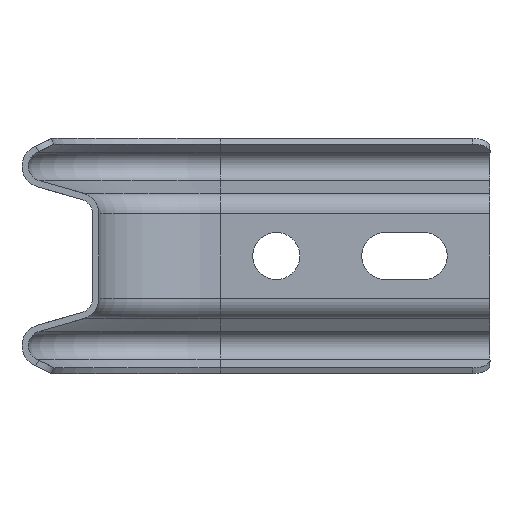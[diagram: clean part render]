
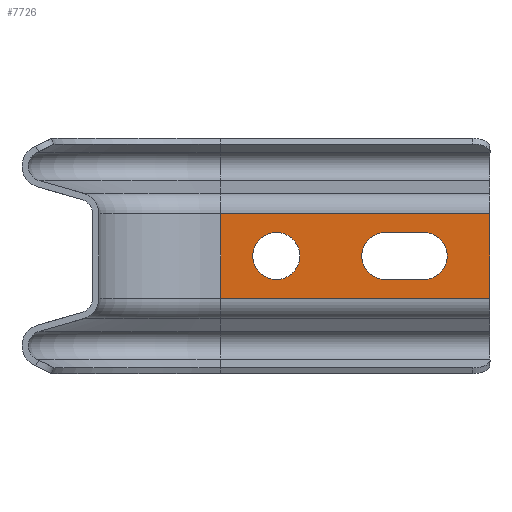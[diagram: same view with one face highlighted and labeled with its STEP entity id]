
A CAD part, left-side view. The second image highlights one B-rep face of the part: STEP entity #7726.
In plain terms, the highlighted planar face has unit normal (-1, 0, 0).
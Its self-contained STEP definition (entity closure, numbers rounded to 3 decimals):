
#108 = DIRECTION ( 'NONE',  ( -1., 0., 0. ) ) ;
#152 = ORIENTED_EDGE ( 'NONE', *, *, #2256, .F. ) ;
#220 = ORIENTED_EDGE ( 'NONE', *, *, #717, .F. ) ;
#227 = FACE_BOUND ( 'NONE', #3668, .T. ) ;
#251 = CARTESIAN_POINT ( 'NONE',  ( 426.5, -68.5, 5.5 ) ) ;
#256 = CARTESIAN_POINT ( 'NONE',  ( 426.5, -93., -9.862 ) ) ;
#271 = FACE_OUTER_BOUND ( 'NONE', #5938, .T. ) ;
#325 = ORIENTED_EDGE ( 'NONE', *, *, #6089, .F. ) ;
#351 = VERTEX_POINT ( 'NONE', #8733 ) ;
#408 = CIRCLE ( 'NONE', #2663, 5.5 ) ;
#419 = ORIENTED_EDGE ( 'NONE', *, *, #4458, .F. ) ;
#658 = VECTOR ( 'NONE', #2023, 1000. ) ;
#717 = EDGE_CURVE ( 'NONE', #4082, #3310, #5768, .T. ) ;
#758 = DIRECTION ( 'NONE',  ( -1., 0., 0. ) ) ;
#848 = CARTESIAN_POINT ( 'NONE',  ( 426.5, -30., 9.862 ) ) ;
#1025 = CIRCLE ( 'NONE', #4840, 5.5 ) ;
#1126 = DIRECTION ( 'NONE',  ( 0., -1., 0. ) ) ;
#1312 = CIRCLE ( 'NONE', #3852, 5.5 ) ;
#1480 = EDGE_CURVE ( 'NONE', #6246, #5399, #5334, .T. ) ;
#1548 = DIRECTION ( 'NONE',  ( 1., 0., 0. ) ) ;
#1577 = CARTESIAN_POINT ( 'NONE',  ( 426.5, -30., 9.862 ) ) ;
#1592 = FACE_BOUND ( 'NONE', #6548, .T. ) ;
#1654 = ORIENTED_EDGE ( 'NONE', *, *, #1480, .F. ) ;
#1666 = EDGE_CURVE ( 'NONE', #351, #4082, #408, .T. ) ;
#1675 = DIRECTION ( 'NONE',  ( 0., -1., 0. ) ) ;
#2023 = DIRECTION ( 'NONE',  ( 0., 0., 1. ) ) ;
#2044 = VERTEX_POINT ( 'NONE', #2930 ) ;
#2256 = EDGE_CURVE ( 'NONE', #3310, #2044, #1025, .T. ) ;
#2369 = DIRECTION ( 'NONE',  ( 0., 1., 0. ) ) ;
#2410 = CARTESIAN_POINT ( 'NONE',  ( 426.5, -77.5, 5.5 ) ) ;
#2490 = VERTEX_POINT ( 'NONE', #5086 ) ;
#2663 = AXIS2_PLACEMENT_3D ( 'NONE', #5513, #6304, #7533 ) ;
#2805 = ORIENTED_EDGE ( 'NONE', *, *, #1666, .F. ) ;
#2855 = CARTESIAN_POINT ( 'NONE',  ( 426.5, -43., 0. ) ) ;
#2930 = CARTESIAN_POINT ( 'NONE',  ( 426.5, -68.5, -5.5 ) ) ;
#3087 = LINE ( 'NONE', #7142, #6672 ) ;
#3295 = EDGE_CURVE ( 'NONE', #8193, #2490, #6294, .T. ) ;
#3310 = VERTEX_POINT ( 'NONE', #251 ) ;
#3356 = VERTEX_POINT ( 'NONE', #6561 ) ;
#3530 = CARTESIAN_POINT ( 'NONE',  ( 426.5, -43., 5.5 ) ) ;
#3668 = EDGE_LOOP ( 'NONE', ( #4589, #325 ) ) ;
#3852 = AXIS2_PLACEMENT_3D ( 'NONE', #6149, #108, #5751 ) ;
#3990 = CARTESIAN_POINT ( 'NONE',  ( 426.5, -30., -9.862 ) ) ;
#4082 = VERTEX_POINT ( 'NONE', #4410 ) ;
#4292 = DIRECTION ( 'NONE',  ( 0., 0., -1. ) ) ;
#4410 = CARTESIAN_POINT ( 'NONE',  ( 426.5, -77.5, 5.5 ) ) ;
#4458 = EDGE_CURVE ( 'NONE', #2044, #351, #7572, .T. ) ;
#4589 = ORIENTED_EDGE ( 'NONE', *, *, #3295, .F. ) ;
#4658 = LINE ( 'NONE', #3990, #4914 ) ;
#4745 = AXIS2_PLACEMENT_3D ( 'NONE', #2855, #4934, #7704 ) ;
#4840 = AXIS2_PLACEMENT_3D ( 'NONE', #8087, #758, #7508 ) ;
#4878 = EDGE_CURVE ( 'NONE', #5399, #3356, #3087, .T. ) ;
#4914 = VECTOR ( 'NONE', #1126, 1000. ) ;
#4922 = AXIS2_PLACEMENT_3D ( 'NONE', #848, #1548, #4292 ) ;
#4934 = DIRECTION ( 'NONE',  ( -1., 0., 0. ) ) ;
#5086 = CARTESIAN_POINT ( 'NONE',  ( 426.5, -43., -5.5 ) ) ;
#5262 = ORIENTED_EDGE ( 'NONE', *, *, #7114, .T. ) ;
#5303 = VERTEX_POINT ( 'NONE', #256 ) ;
#5309 = CARTESIAN_POINT ( 'NONE',  ( 426.5, -93., 9.862 ) ) ;
#5334 = LINE ( 'NONE', #7448, #658 ) ;
#5399 = VERTEX_POINT ( 'NONE', #1577 ) ;
#5430 = VECTOR ( 'NONE', #2369, 1000. ) ;
#5513 = CARTESIAN_POINT ( 'NONE',  ( 426.5, -77.5, 0. ) ) ;
#5575 = ORIENTED_EDGE ( 'NONE', *, *, #7085, .T. ) ;
#5722 = CARTESIAN_POINT ( 'NONE',  ( 426.5, -77.5, -5.5 ) ) ;
#5751 = DIRECTION ( 'NONE',  ( 0., 0., 1. ) ) ;
#5768 = LINE ( 'NONE', #2410, #5430 ) ;
#5791 = ORIENTED_EDGE ( 'NONE', *, *, #4878, .F. ) ;
#5795 = CARTESIAN_POINT ( 'NONE',  ( 426.5, -30., -9.862 ) ) ;
#5890 = LINE ( 'NONE', #5309, #7030 ) ;
#5938 = EDGE_LOOP ( 'NONE', ( #5791, #1654, #5262, #5575 ) ) ;
#6089 = EDGE_CURVE ( 'NONE', #2490, #8193, #1312, .T. ) ;
#6149 = CARTESIAN_POINT ( 'NONE',  ( 426.5, -43., 0. ) ) ;
#6246 = VERTEX_POINT ( 'NONE', #5795 ) ;
#6294 = CIRCLE ( 'NONE', #4745, 5.5 ) ;
#6304 = DIRECTION ( 'NONE',  ( -1., 0., 0. ) ) ;
#6358 = PLANE ( 'NONE',  #4922 ) ;
#6548 = EDGE_LOOP ( 'NONE', ( #220, #2805, #419, #152 ) ) ;
#6561 = CARTESIAN_POINT ( 'NONE',  ( 426.5, -93., 9.862 ) ) ;
#6658 = VECTOR ( 'NONE', #7706, 1000. ) ;
#6672 = VECTOR ( 'NONE', #1675, 1000. ) ;
#7030 = VECTOR ( 'NONE', #7300, 1000. ) ;
#7085 = EDGE_CURVE ( 'NONE', #5303, #3356, #5890, .T. ) ;
#7114 = EDGE_CURVE ( 'NONE', #6246, #5303, #4658, .T. ) ;
#7142 = CARTESIAN_POINT ( 'NONE',  ( 426.5, -30., 9.862 ) ) ;
#7300 = DIRECTION ( 'NONE',  ( 0., 0., 1. ) ) ;
#7448 = CARTESIAN_POINT ( 'NONE',  ( 426.5, -30., 9.862 ) ) ;
#7508 = DIRECTION ( 'NONE',  ( 0., 0., 1. ) ) ;
#7533 = DIRECTION ( 'NONE',  ( 0., 0., 1. ) ) ;
#7572 = LINE ( 'NONE', #5722, #6658 ) ;
#7704 = DIRECTION ( 'NONE',  ( 0., 0., 1. ) ) ;
#7706 = DIRECTION ( 'NONE',  ( 0., -1., 0. ) ) ;
#7726 = ADVANCED_FACE ( 'NONE', ( #1592, #227, #271 ), #6358, .F. ) ;
#8087 = CARTESIAN_POINT ( 'NONE',  ( 426.5, -68.5, 0. ) ) ;
#8193 = VERTEX_POINT ( 'NONE', #3530 ) ;
#8733 = CARTESIAN_POINT ( 'NONE',  ( 426.5, -77.5, -5.5 ) ) ;
